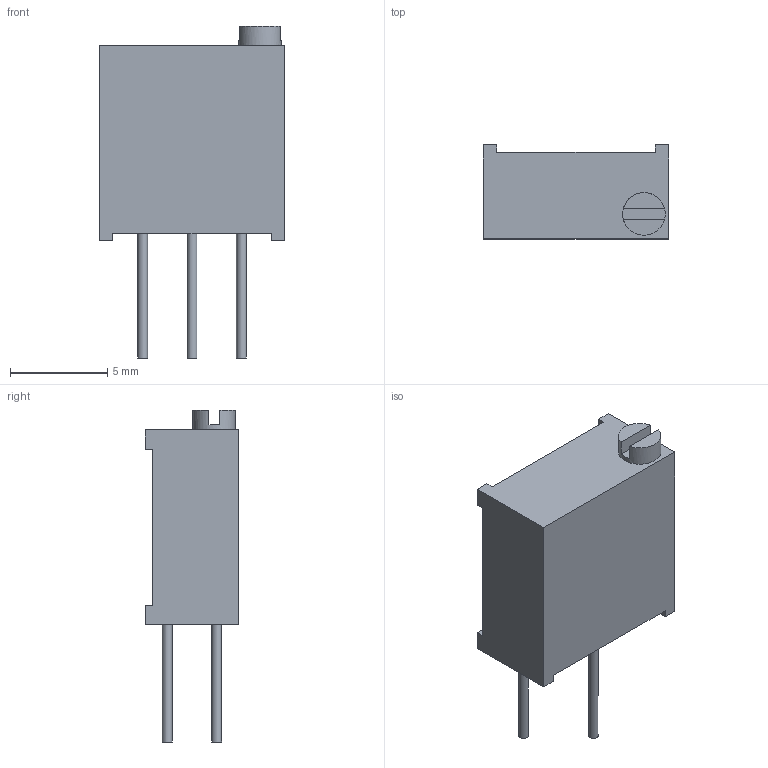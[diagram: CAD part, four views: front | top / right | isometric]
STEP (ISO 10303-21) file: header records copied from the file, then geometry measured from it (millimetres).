
FILE_DESCRIPTION(('FreeCAD Model'),'2;1');
FILE_NAME('Potentiometer_Bourns_3296Y_Vertical.step' ,'2019-01-13T01:40:37',('kicad StepUp'),('ksu MCAD'), 'Open CASCADE STEP processor 7.3','FreeCAD','Unknown');
FILE_SCHEMA(('AUTOMOTIVE_DESIGN { 1 0 10303 214 1 1 1 1 }'));
Length unit declared in the file: millimetre
Products named in the file (1): Potentiometer_Bourns_3296Y_Vertical
Bounding box: 9.53 x 4.83 x 17.07 mm (x, y, z)
Volume: 419.5 mm3; surface area: 407.8 mm2
Topology: 1 solids, 1 shells, 32 faces, 78 edges, 52 vertices
Faces by surface type: plane 28, cylinder 4
Full cylindrical faces by diameter (mm): 0.51 x3, 2.19 x1
Entity records: 667 total; most frequent: ORIENTED_EDGE 124, CARTESIAN_POINT 90, EDGE_CURVE 78, LINE 66, VERTEX_POINT 52, FACE_BOUND 36, EDGE_LOOP 36, AXIS2_PLACEMENT_3D 33
